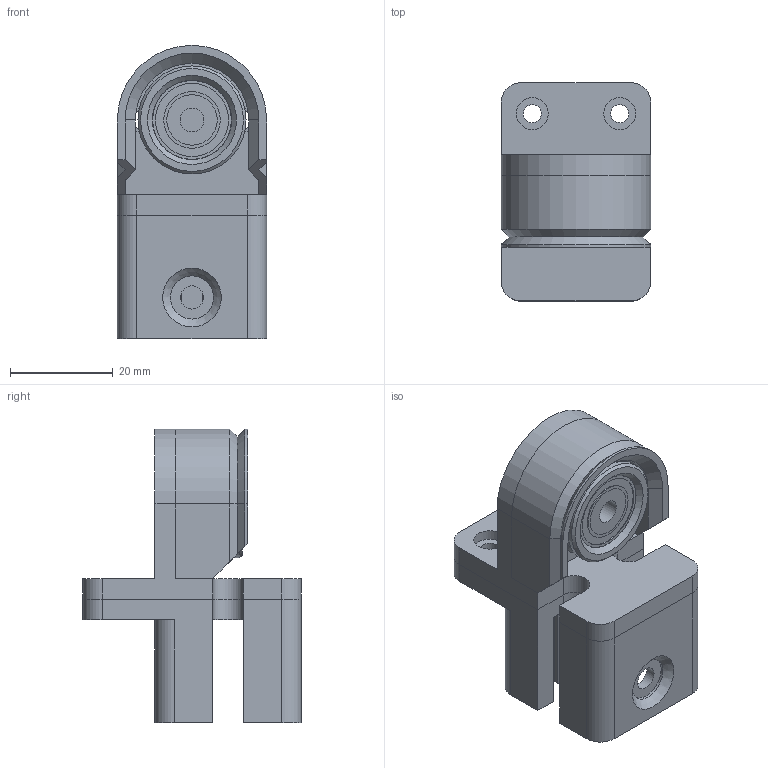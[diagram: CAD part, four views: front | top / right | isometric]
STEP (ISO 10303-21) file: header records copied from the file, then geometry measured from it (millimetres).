
FILE_DESCRIPTION(/* description */ (''),/* implementation_level */ '2;1');
FILE_NAME(/* name */ 'idler-pulley.step',/* time_stamp */ '2019-05-07T08:07:12-04:00',/* author */ ('Adafruit'),/* organization */ (''),/* preprocessor_version */ 'ST-DEVELOPER v18',/* originating_system */ 'Autodesk Translation Framework v8.2.0.1029',/* authorisation */ '');
FILE_SCHEMA (('AUTOMOTIVE_DESIGN { 1 0 10303 214 3 1 1 }'));
Length unit declared in the file: millimetre
Products named in the file (6): 2020 Idler Assembly; pully; top cap; top adapter; top idler; 10x15x4mm bearing v1
Assembly tree (5 placements, depth 2):
  2020 Idler Assembly
    pully
    top cap
    top adapter
    top idler
    10x15x4mm bearing v1
Bounding box: 29 x 42.4 x 57 mm (x, y, z)
Volume: 25042.5 mm3; surface area: 17658.6 mm2
Topology: 7 solids, 7 shells, 147 faces, 366 edges, 239 vertices
Faces by surface type: plane 81, cylinder 54, cone 11, torus 1
Full cylindrical faces by diameter (mm): 3.5 x4, 4.5 x1, 4.6 x5, 6.2 x2, 8.4 x1, 9.8 x2, 11 x2, 14 x1, 14.2 x2, 15.3 x1, 15.4 x1, 21 x2
Entity records: 4642 total; most frequent: DIRECTION 805, CARTESIAN_POINT 763, ORIENTED_EDGE 732, EDGE_CURVE 366, AXIS2_PLACEMENT_3D 281, LINE 243, VECTOR 243, VERTEX_POINT 239
